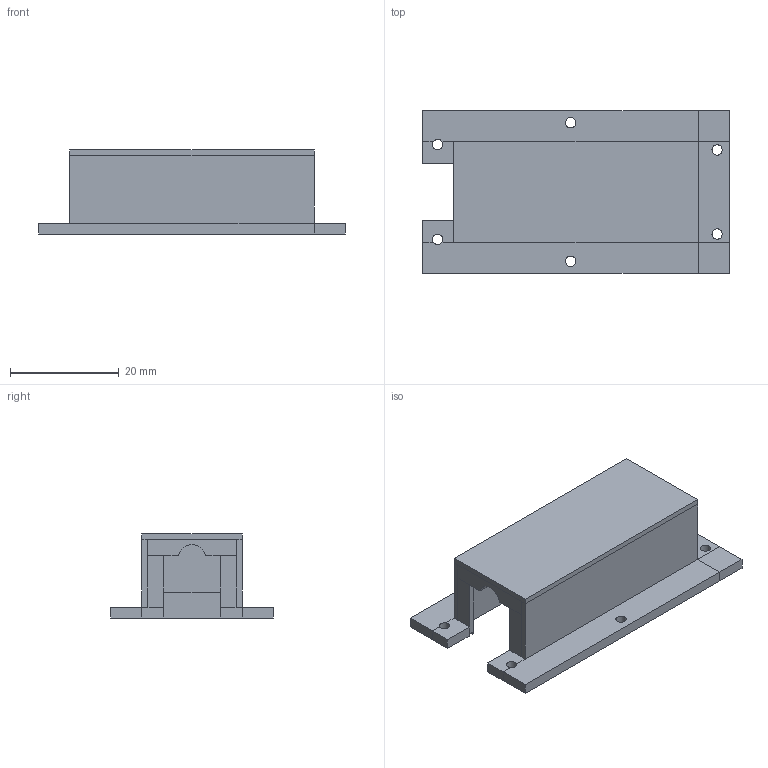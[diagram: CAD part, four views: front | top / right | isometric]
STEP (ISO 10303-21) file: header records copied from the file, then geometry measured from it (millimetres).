
FILE_DESCRIPTION(('FreeCAD Model'),'2;1');
FILE_NAME('Open CASCADE Shape Model','2024-02-10T17:23:18',(''),(''), 'Open CASCADE STEP processor 7.6','FreeCAD','Unknown');
FILE_SCHEMA(('AUTOMOTIVE_DESIGN { 1 0 10303 214 1 1 1 1 }'));
Length unit declared in the file: millimetre
Products named in the file (1): Deckel final
Bounding box: 56.5 x 30 x 15.5 mm (x, y, z)
Volume: 5223.8 mm3; surface area: 8698.5 mm2
Topology: 1 solids, 2 shells, 111 faces, 290 edges, 180 vertices
Faces by surface type: plane 86, cylinder 14, extrusion 5, revolution 4, torus 2
Full cylindrical faces by diameter (mm): 1.9 x6
Entity records: 3959 total; most frequent: CARTESIAN_POINT 1183, ORIENTED_EDGE 580, DIRECTION 555, EDGE_CURVE 290, VECTOR 205, LINE 200, VERTEX_POINT 180, AXIS2_PLACEMENT_3D 173
